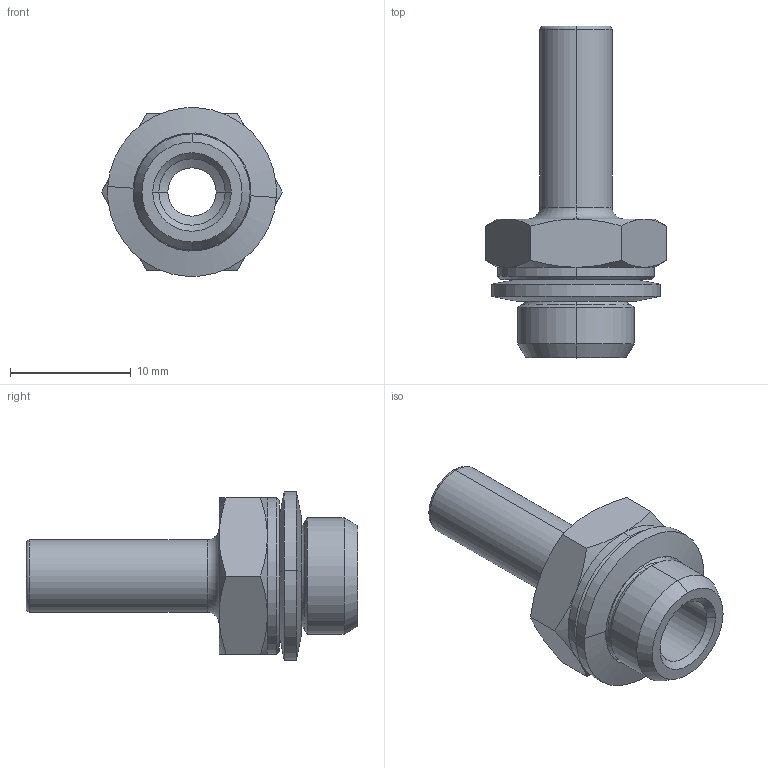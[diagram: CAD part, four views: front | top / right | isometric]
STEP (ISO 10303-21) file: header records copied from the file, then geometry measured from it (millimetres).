
FILE_DESCRIPTION (( 'STEP AP214' ), '1' );
FILE_NAME ('1353000001.step', '2012-10-16T21:07:56', ( '' ), ( '' ), 'SwSTEP 2.0', 'SolidWorks 2012', '' );
FILE_SCHEMA (( 'AUTOMOTIVE_DESIGN' ));
Length unit declared in the file: millimetre
Products named in the file (1): 1353000001
Bounding box: 15.01 x 27.5 x 13.97 mm (x, y, z)
Volume: 1291 mm3; surface area: 1586.4 mm2
Topology: 2 solids, 2 shells, 81 faces, 175 edges, 102 vertices
Faces by surface type: cone 28, cylinder 23, plane 22, torus 8
Entity records: 3225 total; most frequent: CARTESIAN_POINT 495, DIRECTION 413, ORIENTED_EDGE 350, AXIS2_PLACEMENT_3D 180, EDGE_CURVE 175, VERTEX_POINT 102, CIRCLE 98, EDGE_LOOP 89
